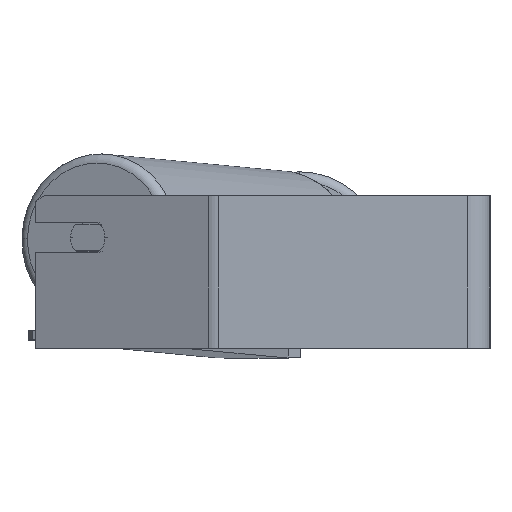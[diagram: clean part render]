
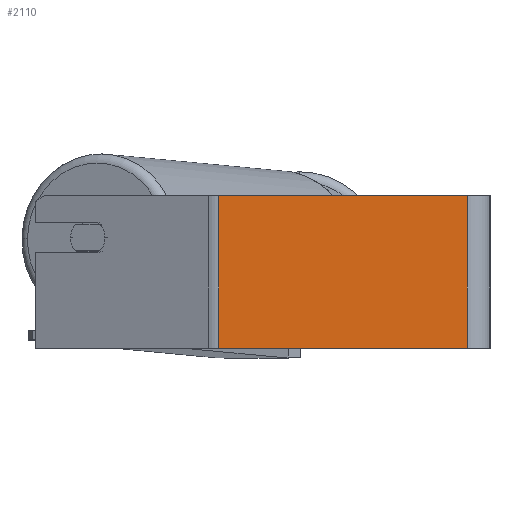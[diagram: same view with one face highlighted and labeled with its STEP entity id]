
A CAD part, left-side view. The second image highlights one B-rep face of the part: STEP entity #2110.
In plain terms, the highlighted planar face has unit normal (-1, 0, 0).
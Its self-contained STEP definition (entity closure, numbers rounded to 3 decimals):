
#46 = CARTESIAN_POINT ( 'NONE',  ( -400., 144.875, 40. ) ) ;
#385 = VECTOR ( 'NONE', #7487, 1000. ) ;
#734 = CARTESIAN_POINT ( 'NONE',  ( -400., 142.215, -40. ) ) ;
#819 = EDGE_LOOP ( 'NONE', ( #8815, #4439, #4054, #8387 ) ) ;
#939 = CARTESIAN_POINT ( 'NONE',  ( -400., 144.875, -40. ) ) ;
#1752 = VERTEX_POINT ( 'NONE', #2293 ) ;
#2110 = ADVANCED_FACE ( 'NONE', ( #5717 ), #2236, .F. ) ;
#2137 = CARTESIAN_POINT ( 'NONE',  ( -400., 144.875, 40. ) ) ;
#2236 = PLANE ( 'NONE',  #4269 ) ;
#2293 = CARTESIAN_POINT ( 'NONE',  ( -400., 142.215, 40. ) ) ;
#2517 = VERTEX_POINT ( 'NONE', #3137 ) ;
#3045 = DIRECTION ( 'NONE',  ( 0., -1., 0. ) ) ;
#3137 = CARTESIAN_POINT ( 'NONE',  ( -400., 12., 40. ) ) ;
#3509 = VERTEX_POINT ( 'NONE', #7583 ) ;
#4048 = VECTOR ( 'NONE', #4278, 1000. ) ;
#4054 = ORIENTED_EDGE ( 'NONE', *, *, #7917, .F. ) ;
#4153 = LINE ( 'NONE', #6223, #385 ) ;
#4233 = LINE ( 'NONE', #6260, #6969 ) ;
#4269 = AXIS2_PLACEMENT_3D ( 'NONE', #46, #6462, #8541 ) ;
#4278 = DIRECTION ( 'NONE',  ( 0., -1., 0. ) ) ;
#4439 = ORIENTED_EDGE ( 'NONE', *, *, #6666, .F. ) ;
#5717 = FACE_OUTER_BOUND ( 'NONE', #819, .T. ) ;
#6101 = VECTOR ( 'NONE', #3045, 1000. ) ;
#6223 = CARTESIAN_POINT ( 'NONE',  ( -400., 142.215, 40. ) ) ;
#6260 = CARTESIAN_POINT ( 'NONE',  ( -400., 12., 40. ) ) ;
#6462 = DIRECTION ( 'NONE',  ( 1., 0., 0. ) ) ;
#6666 = EDGE_CURVE ( 'NONE', #2517, #3509, #4233, .T. ) ;
#6969 = VECTOR ( 'NONE', #9001, 1000. ) ;
#7132 = LINE ( 'NONE', #2137, #4048 ) ;
#7334 = EDGE_CURVE ( 'NONE', #1752, #7490, #4153, .T. ) ;
#7487 = DIRECTION ( 'NONE',  ( 0., 0., -1. ) ) ;
#7490 = VERTEX_POINT ( 'NONE', #734 ) ;
#7583 = CARTESIAN_POINT ( 'NONE',  ( -400., 12., -40. ) ) ;
#7917 = EDGE_CURVE ( 'NONE', #1752, #2517, #7132, .T. ) ;
#7976 = EDGE_CURVE ( 'NONE', #7490, #3509, #8022, .T. ) ;
#8022 = LINE ( 'NONE', #939, #6101 ) ;
#8387 = ORIENTED_EDGE ( 'NONE', *, *, #7334, .T. ) ;
#8541 = DIRECTION ( 'NONE',  ( 0., 0., -1. ) ) ;
#8815 = ORIENTED_EDGE ( 'NONE', *, *, #7976, .T. ) ;
#9001 = DIRECTION ( 'NONE',  ( 0., 0., -1. ) ) ;
